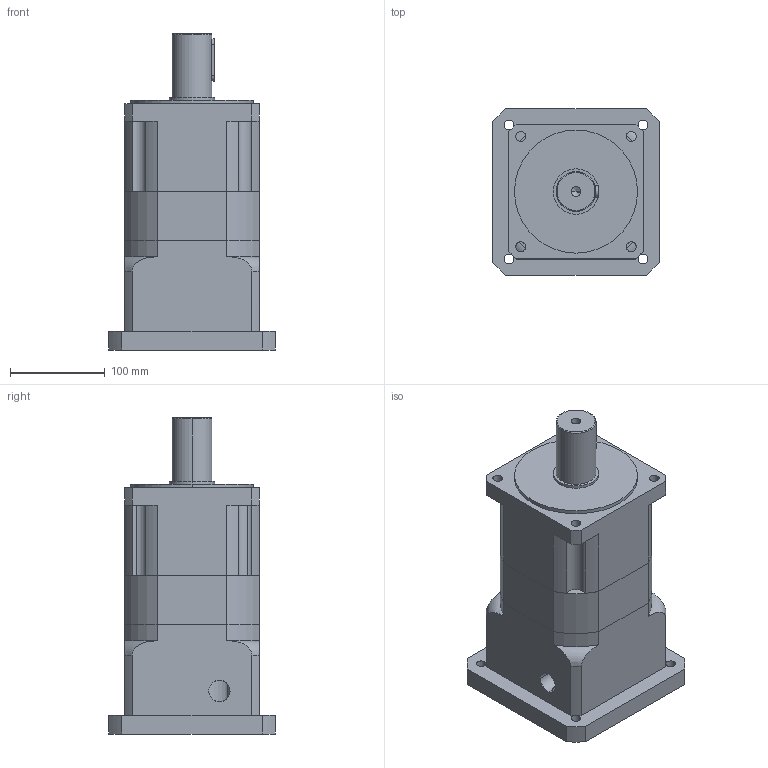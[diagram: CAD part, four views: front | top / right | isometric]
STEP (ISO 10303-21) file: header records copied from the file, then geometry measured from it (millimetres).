
FILE_DESCRIPTION (( 'STEP AP214' ), '1' );
FILE_NAME ('DS150-L2-XX-42-114.3-200-M12_2019.STEP', '2019-03-18T10:26:53', ( 'Y' ), ( 'NCU' ), 'SwSTEP 2.0', 'SolidWorks 2016', '' );
FILE_SCHEMA (( 'AUTOMOTIVE_DESIGN' ));
Length unit declared in the file: millimetre
Products named in the file (1): DS150-L2-XX-42-114.3-200-M12_2019
Bounding box: 176 x 176 x 334 mm (x, y, z)
Volume: 4778294.5 mm3; surface area: 394288.7 mm2
Topology: 3 solids, 13 shells, 380 faces, 891 edges, 574 vertices
Faces by surface type: plane 179, cylinder 161, cone 34, torus 6
Entity records: 13077 total; most frequent: CARTESIAN_POINT 2640, DIRECTION 1970, ORIENTED_EDGE 1762, EDGE_CURVE 881, AXIS2_PLACEMENT_3D 736, VERTEX_POINT 574, LINE 498, VECTOR 498
